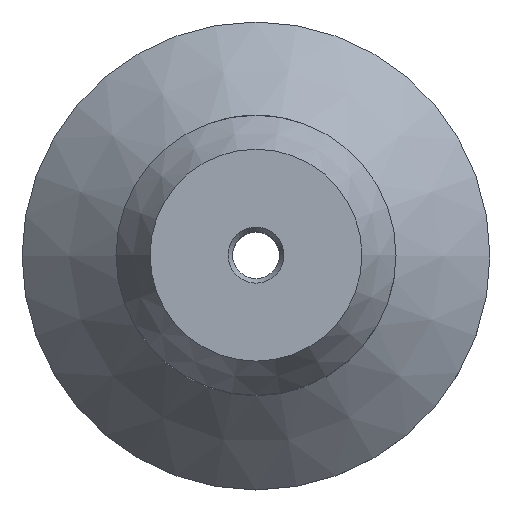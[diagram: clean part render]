
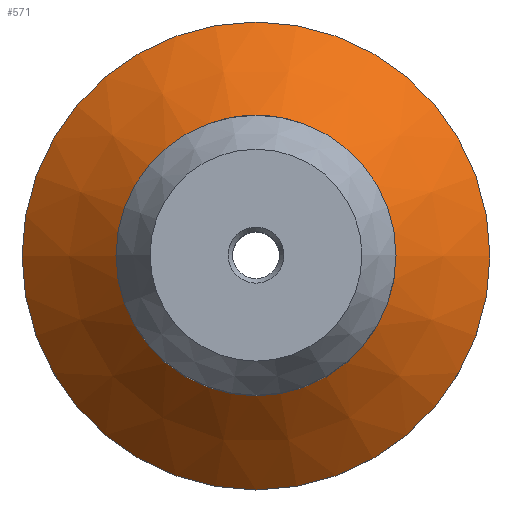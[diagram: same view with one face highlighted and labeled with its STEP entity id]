
A CAD part, top view. The second image highlights one B-rep face of the part: STEP entity #571.
In plain terms, the highlighted conical face has half-angle 45 degrees and reference radius 15.875 mm.
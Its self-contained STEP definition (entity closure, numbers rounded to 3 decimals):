
#54 = AXIS2_PLACEMENT_3D ( 'NONE', #521, #322, #188 ) ;
#81 = EDGE_CURVE ( 'NONE', #763, #763, #196, .T. ) ;
#99 = DIRECTION ( 'NONE',  ( -1., 0., 0. ) ) ;
#137 = CIRCLE ( 'NONE', #612, 9.5 ) ;
#160 = FACE_OUTER_BOUND ( 'NONE', #537, .T. ) ;
#188 = DIRECTION ( 'NONE',  ( 1., 0., 0. ) ) ;
#193 = VERTEX_POINT ( 'NONE', #657 ) ;
#196 = CIRCLE ( 'NONE', #54, 15.875 ) ;
#246 = ORIENTED_EDGE ( 'NONE', *, *, #679, .F. ) ;
#268 = AXIS2_PLACEMENT_3D ( 'NONE', #585, #479, #99 ) ;
#322 = DIRECTION ( 'NONE',  ( 0., 0., 1. ) ) ;
#398 = DIRECTION ( 'NONE',  ( 0., 0., 1. ) ) ;
#402 = DIRECTION ( 'NONE',  ( 1., 0., 0. ) ) ;
#404 = EDGE_LOOP ( 'NONE', ( #246 ) ) ;
#479 = DIRECTION ( 'NONE',  ( 0., 0., -1. ) ) ;
#516 = CARTESIAN_POINT ( 'NONE',  ( 15.875, 0., 3.2 ) ) ;
#521 = CARTESIAN_POINT ( 'NONE',  ( 0., 0., 3.2 ) ) ;
#537 = EDGE_LOOP ( 'NONE', ( #800 ) ) ;
#571 = ADVANCED_FACE ( 'NONE', ( #772, #160 ), #626, .T. ) ;
#585 = CARTESIAN_POINT ( 'NONE',  ( 0., 0., 3.2 ) ) ;
#612 = AXIS2_PLACEMENT_3D ( 'NONE', #666, #398, #402 ) ;
#626 = CONICAL_SURFACE ( 'NONE', #268, 15.875, 0.785 ) ;
#657 = CARTESIAN_POINT ( 'NONE',  ( 9.5, 0., 9.575 ) ) ;
#666 = CARTESIAN_POINT ( 'NONE',  ( 0., 0., 9.575 ) ) ;
#679 = EDGE_CURVE ( 'NONE', #193, #193, #137, .T. ) ;
#763 = VERTEX_POINT ( 'NONE', #516 ) ;
#772 = FACE_BOUND ( 'NONE', #404, .T. ) ;
#800 = ORIENTED_EDGE ( 'NONE', *, *, #81, .T. ) ;
